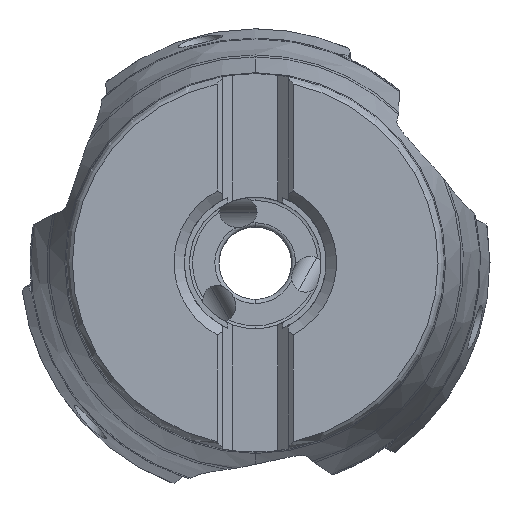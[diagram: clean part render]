
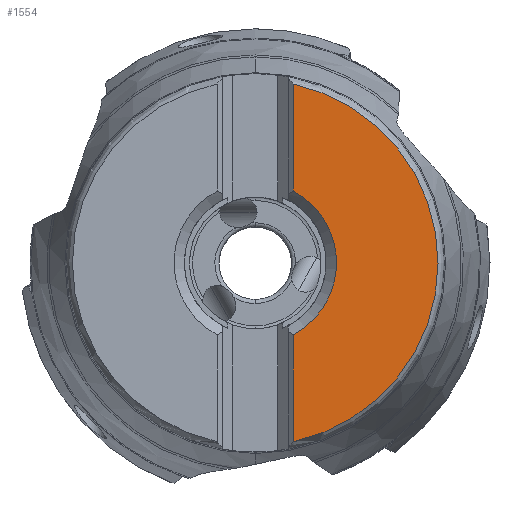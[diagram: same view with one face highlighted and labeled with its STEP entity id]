
A CAD part, top view. The second image highlights one B-rep face of the part: STEP entity #1554.
In plain terms, the highlighted planar face has unit normal (0, 0, 1).
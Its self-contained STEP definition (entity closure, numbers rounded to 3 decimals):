
#196=PLANE('',#9062);
#712=LINE('',#17006,#1094);
#713=LINE('',#17010,#1095);
#1094=VECTOR('',#10742,1.);
#1095=VECTOR('',#10745,1.);
#1554=ADVANCED_FACE('',(#2040),#196,.F.);
#2040=FACE_OUTER_BOUND('',#2499,.T.);
#2499=EDGE_LOOP('',(#4681,#4682,#4683,#4684,#4685));
#4681=ORIENTED_EDGE('',*,*,#7540,.F.);
#4682=ORIENTED_EDGE('',*,*,#7539,.F.);
#4683=ORIENTED_EDGE('',*,*,#7541,.T.);
#4684=ORIENTED_EDGE('',*,*,#7542,.F.);
#4685=ORIENTED_EDGE('',*,*,#7543,.T.);
#6421=VERTEX_POINT('',#16976);
#6424=VERTEX_POINT('',#17001);
#6425=VERTEX_POINT('',#17003);
#6426=VERTEX_POINT('',#17007);
#6427=VERTEX_POINT('',#17009);
#7539=EDGE_CURVE('',#6424,#6425,#8226,.T.);
#7540=EDGE_CURVE('',#6425,#6421,#8227,.T.);
#7541=EDGE_CURVE('',#6424,#6426,#712,.T.);
#7542=EDGE_CURVE('',#6427,#6426,#8228,.T.);
#7543=EDGE_CURVE('',#6427,#6421,#713,.T.);
#8226=CIRCLE('',#9058,17.655);
#8227=CIRCLE('',#9059,17.655);
#8228=CIRCLE('',#9061,7.85);
#9058=AXIS2_PLACEMENT_3D('',#17002,#10736,#10737);
#9059=AXIS2_PLACEMENT_3D('',#17004,#10738,#10739);
#9061=AXIS2_PLACEMENT_3D('',#17008,#10743,#10744);
#9062=AXIS2_PLACEMENT_3D('',#17011,#10746,#10747);
#10736=DIRECTION('',(0.,0.,-1.));
#10737=DIRECTION('',(0.208,0.978,0.));
#10738=DIRECTION('',(0.,0.,-1.));
#10739=DIRECTION('',(1.,-0.002,0.));
#10742=DIRECTION('',(0.,-1.,0.));
#10743=DIRECTION('',(0.,0.,1.));
#10744=DIRECTION('',(0.468,-0.884,0.));
#10745=DIRECTION('',(0.,-1.,0.));
#10746=DIRECTION('',(0.,0.,-1.));
#10747=DIRECTION('',(0.,1.,0.));
#16976=CARTESIAN_POINT('',(3.675,-17.268,0.));
#17001=CARTESIAN_POINT('',(3.675,17.268,0.));
#17002=CARTESIAN_POINT('',(0.,0.,0.));
#17003=CARTESIAN_POINT('',(17.655,-0.034,0.));
#17004=CARTESIAN_POINT('',(0.,0.,0.));
#17006=CARTESIAN_POINT('',(3.675,17.268,0.));
#17007=CARTESIAN_POINT('',(3.675,6.937,0.));
#17008=CARTESIAN_POINT('',(0.,0.,0.));
#17009=CARTESIAN_POINT('',(3.675,-6.937,0.));
#17010=CARTESIAN_POINT('',(3.675,-6.937,0.));
#17011=CARTESIAN_POINT('',(60.,48.,0.));
